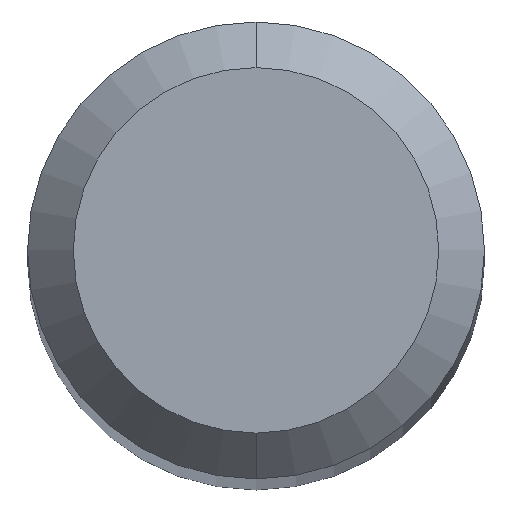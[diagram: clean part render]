
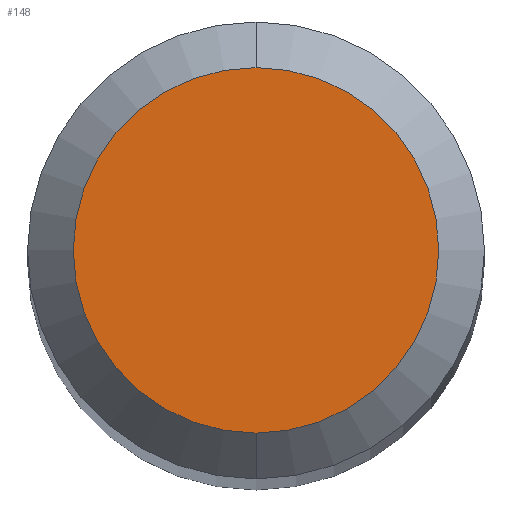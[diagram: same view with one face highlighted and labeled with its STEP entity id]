
A CAD part, top view. The second image highlights one B-rep face of the part: STEP entity #148.
In plain terms, the highlighted planar face has unit normal (0, 0, 1).
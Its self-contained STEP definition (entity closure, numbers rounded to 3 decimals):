
#1 = AXIS2_PLACEMENT_3D ( 'NONE', #165, #178, #90 ) ;
#17 = CARTESIAN_POINT ( 'NONE',  ( 0., 3.444, 0. ) ) ;
#21 = ORIENTED_EDGE ( 'NONE', *, *, #168, .T. ) ;
#24 = FACE_OUTER_BOUND ( 'NONE', #212, .T. ) ;
#30 = CARTESIAN_POINT ( 'NONE',  ( 0., 4.305, 0. ) ) ;
#47 = CARTESIAN_POINT ( 'NONE',  ( 0., 0., 0. ) ) ;
#57 = ORIENTED_EDGE ( 'NONE', *, *, #114, .T. ) ;
#80 = VERTEX_POINT ( 'NONE', #112 ) ;
#90 = DIRECTION ( 'NONE',  ( 0., 1., 0. ) ) ;
#101 = PLANE ( 'NONE',  #146 ) ;
#102 = CIRCLE ( 'NONE', #1, 3.444 ) ;
#112 = CARTESIAN_POINT ( 'NONE',  ( 0., -3.444, 0. ) ) ;
#114 = EDGE_CURVE ( 'NONE', #80, #128, #102, .T. ) ;
#122 = DIRECTION ( 'NONE',  ( 0., 0., -1. ) ) ;
#124 = CIRCLE ( 'NONE', #127, 3.444 ) ;
#127 = AXIS2_PLACEMENT_3D ( 'NONE', #47, #198, #213 ) ;
#128 = VERTEX_POINT ( 'NONE', #17 ) ;
#141 = DIRECTION ( 'NONE',  ( 0., 1., 0. ) ) ;
#146 = AXIS2_PLACEMENT_3D ( 'NONE', #30, #122, #141 ) ;
#148 = ADVANCED_FACE ( 'NONE', ( #24 ), #101, .F. ) ;
#165 = CARTESIAN_POINT ( 'NONE',  ( 0., 0., 0. ) ) ;
#168 = EDGE_CURVE ( 'NONE', #128, #80, #124, .T. ) ;
#178 = DIRECTION ( 'NONE',  ( 0., 0., 1. ) ) ;
#198 = DIRECTION ( 'NONE',  ( 0., 0., 1. ) ) ;
#212 = EDGE_LOOP ( 'NONE', ( #21, #57 ) ) ;
#213 = DIRECTION ( 'NONE',  ( 0., 1., 0. ) ) ;
